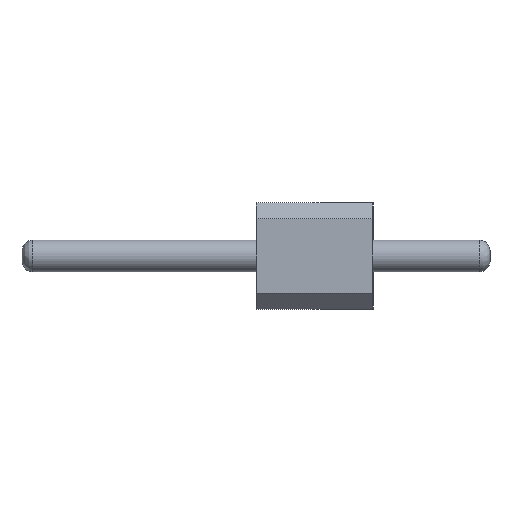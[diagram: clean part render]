
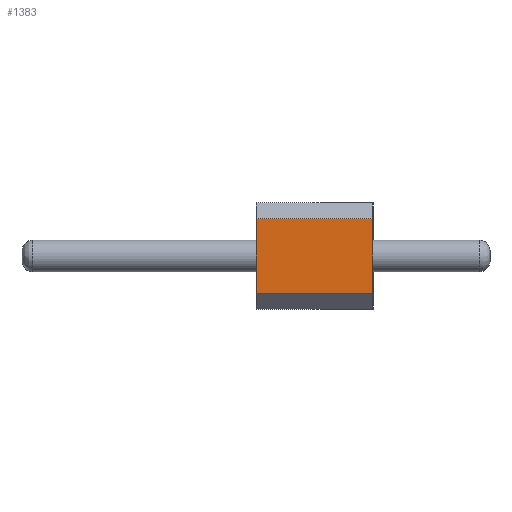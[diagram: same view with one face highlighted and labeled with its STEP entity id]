
A CAD part, left-side view. The second image highlights one B-rep face of the part: STEP entity #1383.
In plain terms, the highlighted planar face has unit normal (-1, 0, 0).
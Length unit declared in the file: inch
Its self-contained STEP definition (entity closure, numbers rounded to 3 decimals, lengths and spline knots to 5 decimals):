
#233=FACE_OUTER_BOUND('',#319,.T.);
#319=EDGE_LOOP('',(#1135,#1136,#1137,#1138));
#444=LINE('',#2523,#558);
#445=LINE('',#2526,#559);
#446=LINE('',#2528,#560);
#447=LINE('',#2529,#561);
#558=VECTOR('',#1844,0.3937);
#559=VECTOR('',#1847,0.3937);
#560=VECTOR('',#1848,0.3937);
#561=VECTOR('',#1849,0.3937);
#689=VERTEX_POINT('',#2516);
#692=VERTEX_POINT('',#2521);
#693=VERTEX_POINT('',#2525);
#694=VERTEX_POINT('',#2527);
#868=EDGE_CURVE('',#692,#689,#444,.T.);
#869=EDGE_CURVE('',#693,#692,#445,.T.);
#870=EDGE_CURVE('',#694,#693,#446,.T.);
#871=EDGE_CURVE('',#689,#694,#447,.T.);
#1135=ORIENTED_EDGE('',*,*,#868,.F.);
#1136=ORIENTED_EDGE('',*,*,#869,.F.);
#1137=ORIENTED_EDGE('',*,*,#870,.F.);
#1138=ORIENTED_EDGE('',*,*,#871,.F.);
#1311=PLANE('',#1519);
#1383=ADVANCED_FACE('',(#233),#1311,.T.);
#1519=AXIS2_PLACEMENT_3D('',#2524,#1845,#1846);
#1844=DIRECTION('',(0.,1.,0.));
#1845=DIRECTION('center_axis',(-1.,0.,0.));
#1846=DIRECTION('ref_axis',(0.,0.,1.));
#1847=DIRECTION('',(0.,0.,-1.));
#1848=DIRECTION('',(0.,-1.,0.));
#1849=DIRECTION('',(0.,0.,1.));
#2516=CARTESIAN_POINT('',(-0.05,0.055,-0.035));
#2521=CARTESIAN_POINT('',(-0.05,-0.055,-0.035));
#2523=CARTESIAN_POINT('',(-0.05,0.,-0.035));
#2524=CARTESIAN_POINT('Origin',(-0.05,0.,-0.05));
#2525=CARTESIAN_POINT('',(-0.05,-0.055,0.035));
#2526=CARTESIAN_POINT('',(-0.05,-0.055,0.05));
#2527=CARTESIAN_POINT('',(-0.05,0.055,0.035));
#2528=CARTESIAN_POINT('',(-0.05,0.,0.035));
#2529=CARTESIAN_POINT('',(-0.05,0.055,0.05));
